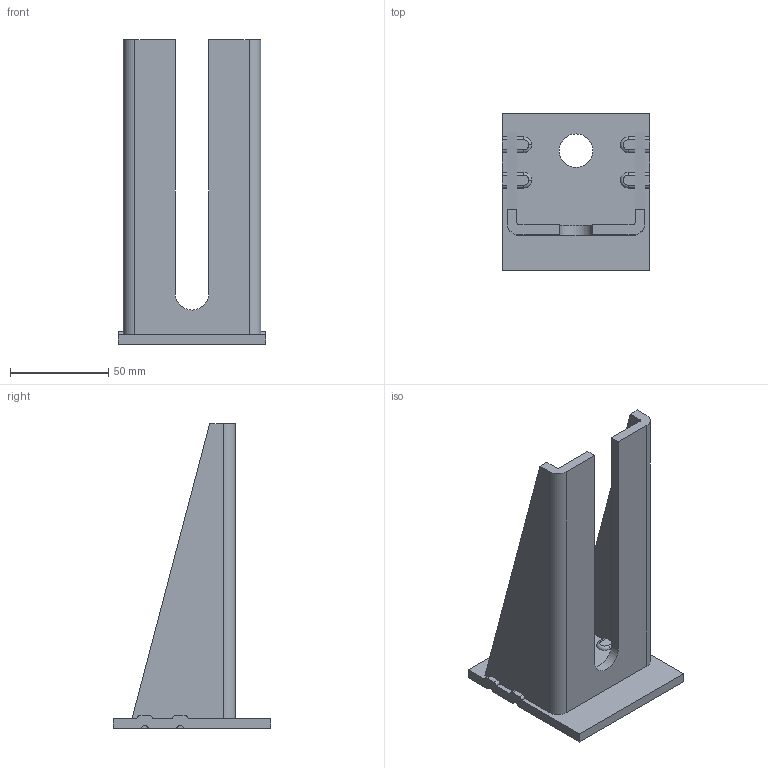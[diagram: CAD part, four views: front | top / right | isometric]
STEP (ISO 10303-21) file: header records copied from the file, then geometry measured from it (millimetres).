
FILE_DESCRIPTION (( 'STEP AP203' ), '1' );
FILE_NAME ('24.B06.STEP', '2016-05-27T07:44:15', ( '' ), ( '' ), 'SwSTEP 2.0', 'SolidWorks 2015', '' );
FILE_SCHEMA (( 'CONFIG_CONTROL_DESIGN' ));
Length unit declared in the file: millimetre
Products named in the file (3): 2.24.b05.07P; 2.24.B06.01P phase 3; 24.B06
Assembly tree (2 placements, depth 2):
  24.B06
    2.24.b05.07P
    2.24.B06.01P phase 3
Bounding box: 75 x 80 x 155 mm (x, y, z)
Volume: 109584.6 mm3; surface area: 49839.1 mm2
Topology: 2 solids, 2 shells, 62 faces, 174 edges, 116 vertices
Faces by surface type: cylinder 29, plane 27, torus 6
Entity records: 2339 total; most frequent: DIRECTION 380, CARTESIAN_POINT 357, ORIENTED_EDGE 348, EDGE_CURVE 174, AXIS2_PLACEMENT_3D 139, VERTEX_POINT 116, LINE 102, VECTOR 102
